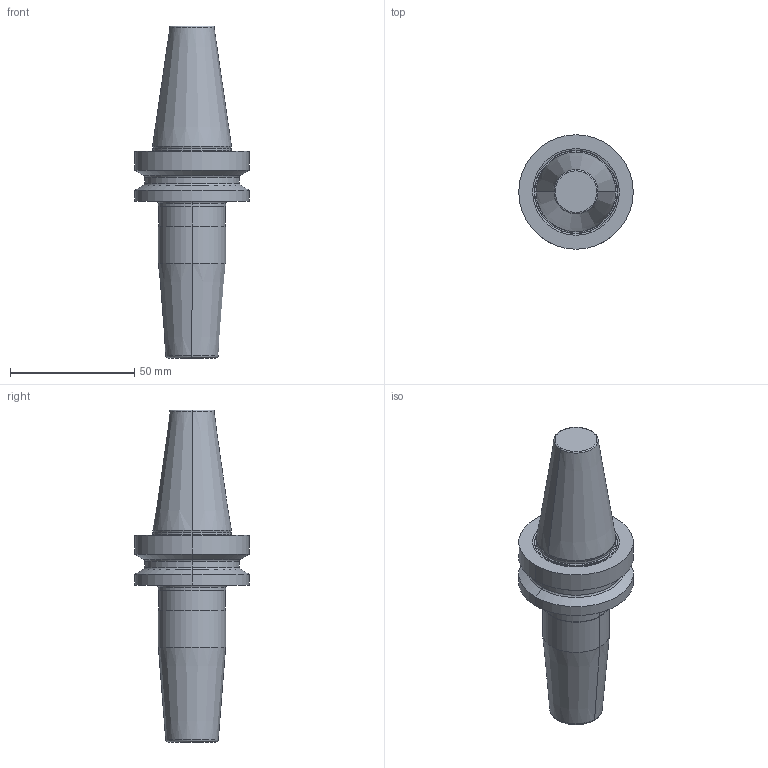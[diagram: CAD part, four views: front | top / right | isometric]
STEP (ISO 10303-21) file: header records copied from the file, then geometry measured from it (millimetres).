
FILE_DESCRIPTION((''),'2;1');
FILE_NAME('30338725','2019-01-10T09:44:43',('bahnemannr'),(''),'CREO PARAMETRIC BY PTC INC, 2018020','CREO PARAMETRIC BY PTC INC, 2018020','');
FILE_SCHEMA(('AUTOMOTIVE_DESIGN { 1 0 10303 214 1 1 1 1 }'));
Length unit declared in the file: millimetre
Products named in the file (1): 30338725
Bounding box: 46 x 46 x 133.4 mm (x, y, z)
Volume: 85939.9 mm3; surface area: 15598 mm2
Topology: 1 solids, 2 shells, 57 faces, 114 edges, 67 vertices
Faces by surface type: torus 18, cylinder 16, cone 14, plane 9
Entity records: 2554 total; most frequent: DIRECTION 312, CARTESIAN_POINT 237, ORIENTED_EDGE 220, AXIS2_PLACEMENT_3D 140, PROPERTY_DEFINITION 127, REPRESENTATION 126, PROPERTY_DEFINITION_REPRESENTATION 126, PRESENTATION_STYLE_ASSIGNMENT 116
